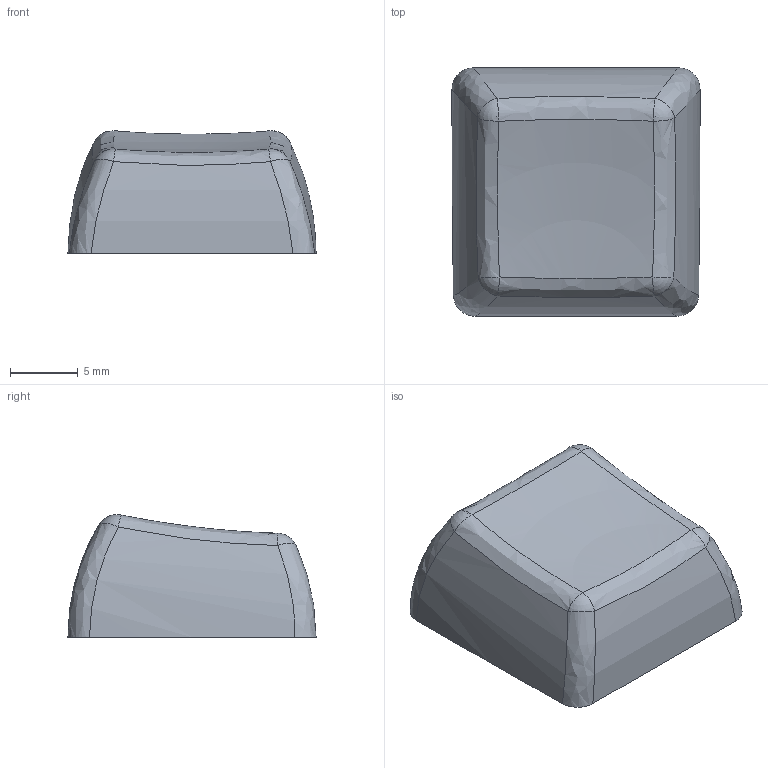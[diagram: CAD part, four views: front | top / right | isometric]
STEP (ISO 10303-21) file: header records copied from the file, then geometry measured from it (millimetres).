
FILE_DESCRIPTION(/* description */ (''),/* implementation_level */ '2;1');
FILE_NAME(/* name */ '9f20c14c-6c37-459f-8ded-6ffd7106b15f.stp',/* time_stamp */ '2016-10-02T23:20:05-07:00',/* author */ (''),/* organization */ (''),/* preprocessor_version */ 'ST-DEVELOPER v16.5',/* originating_system */ 'Autodesk Translation Framework v5.1.0.3141',/* authorisation */ '');
FILE_SCHEMA (('AUTOMOTIVE_DESIGN { 1 0 10303 214 3 1 1 }'));
Length unit declared in the file: centimetre
Products named in the file (1): Row 2 (1)
Bounding box: 18.29 x 18.29 x 9.05 mm (x, y, z)
Volume: 977.5 mm3; surface area: 1611.1 mm2
Topology: 1 solids, 1 shells, 69 faces, 183 edges, 114 vertices
Faces by surface type: plane 27, bspline 20, sphere 13, cylinder 9
Full cylindrical faces by diameter (mm): 5.588 x1
Entity records: 2473 total; most frequent: CARTESIAN_POINT 908, ORIENTED_EDGE 338, DIRECTION 292, EDGE_CURVE 169, AXIS2_PLACEMENT_3D 117, VERTEX_POINT 105, EDGE_LOOP 72, FACE_OUTER_BOUND 69
